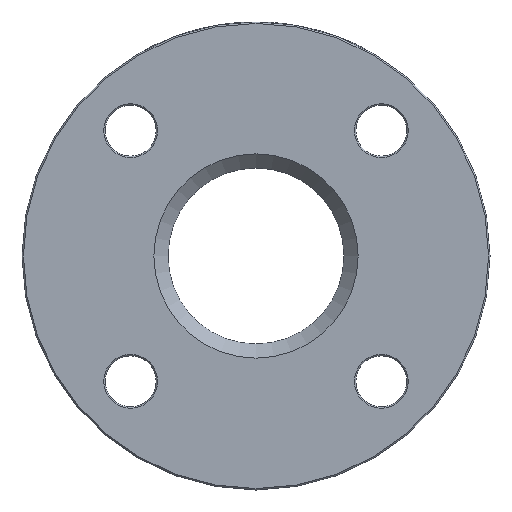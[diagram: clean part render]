
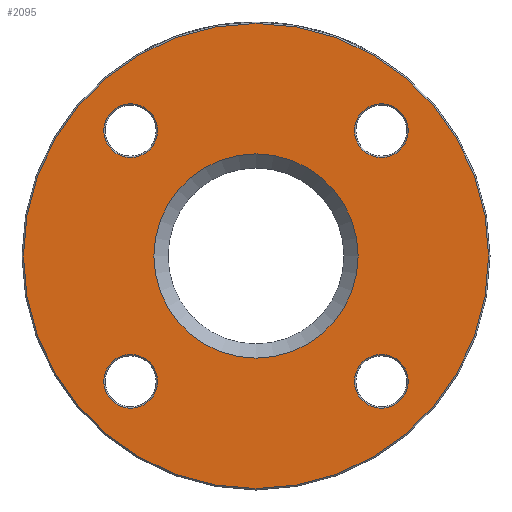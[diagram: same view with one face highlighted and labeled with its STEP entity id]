
A CAD part, left-side view. The second image highlights one B-rep face of the part: STEP entity #2095.
In plain terms, the highlighted planar face has unit normal (-1, 0, 0).
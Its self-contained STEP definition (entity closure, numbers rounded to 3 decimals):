
#46 = CARTESIAN_POINT ( 'NONE',  ( 0., 44.194, -44.194 ) ) ;
#67 = DIRECTION ( 'NONE',  ( 0., 0., -1. ) ) ;
#96 = VERTEX_POINT ( 'NONE', #3403 ) ;
#157 = VERTEX_POINT ( 'NONE', #4895 ) ;
#186 = DIRECTION ( 'NONE',  ( 1., 0., 0. ) ) ;
#242 = CIRCLE ( 'NONE', #3735, 9.5 ) ;
#351 = CIRCLE ( 'NONE', #1348, 9.5 ) ;
#531 = CARTESIAN_POINT ( 'NONE',  ( 0., -44.194, -53.694 ) ) ;
#638 = CIRCLE ( 'NONE', #2347, 9.5 ) ;
#674 = ORIENTED_EDGE ( 'NONE', *, *, #1563, .T. ) ;
#981 = CARTESIAN_POINT ( 'NONE',  ( 0., -44.194, 44.194 ) ) ;
#1028 = EDGE_CURVE ( 'NONE', #4836, #4836, #242, .T. ) ;
#1060 = DIRECTION ( 'NONE',  ( 1., 0., 0. ) ) ;
#1061 = VERTEX_POINT ( 'NONE', #5399 ) ;
#1094 = DIRECTION ( 'NONE',  ( 1., 0., 0. ) ) ;
#1120 = FACE_BOUND ( 'NONE', #2309, .T. ) ;
#1253 = DIRECTION ( 'NONE',  ( 0., 0., -1. ) ) ;
#1348 = AXIS2_PLACEMENT_3D ( 'NONE', #3868, #1060, #67 ) ;
#1383 = DIRECTION ( 'NONE',  ( 0., 0., -1. ) ) ;
#1456 = CIRCLE ( 'NONE', #5222, 82. ) ;
#1460 = DIRECTION ( 'NONE',  ( 0., 0., -1. ) ) ;
#1563 = EDGE_CURVE ( 'NONE', #157, #157, #638, .T. ) ;
#1728 = FACE_BOUND ( 'NONE', #3838, .T. ) ;
#1870 = DIRECTION ( 'NONE',  ( -1., 0., 0. ) ) ;
#2008 = DIRECTION ( 'NONE',  ( 0., 0., -1. ) ) ;
#2013 = EDGE_CURVE ( 'NONE', #2061, #2061, #351, .T. ) ;
#2023 = ORIENTED_EDGE ( 'NONE', *, *, #1028, .T. ) ;
#2061 = VERTEX_POINT ( 'NONE', #3464 ) ;
#2095 = ADVANCED_FACE ( 'NONE', ( #5028, #2568, #5867, #1728, #1120, #2533 ), #5527, .F. ) ;
#2309 = EDGE_LOOP ( 'NONE', ( #674 ) ) ;
#2347 = AXIS2_PLACEMENT_3D ( 'NONE', #46, #1094, #5754 ) ;
#2444 = CARTESIAN_POINT ( 'NONE',  ( 0., 0., -36. ) ) ;
#2533 = FACE_BOUND ( 'NONE', #5316, .T. ) ;
#2568 = FACE_OUTER_BOUND ( 'NONE', #3416, .T. ) ;
#2575 = CARTESIAN_POINT ( 'NONE',  ( 0., 0., 0. ) ) ;
#3234 = ORIENTED_EDGE ( 'NONE', *, *, #2013, .T. ) ;
#3288 = DIRECTION ( 'NONE',  ( 1., 0., 0. ) ) ;
#3403 = CARTESIAN_POINT ( 'NONE',  ( 0., -44.194, 34.694 ) ) ;
#3416 = EDGE_LOOP ( 'NONE', ( #3606 ) ) ;
#3440 = CIRCLE ( 'NONE', #5546, 9.5 ) ;
#3464 = CARTESIAN_POINT ( 'NONE',  ( 0., 44.194, 34.694 ) ) ;
#3500 = DIRECTION ( 'NONE',  ( 1., 0., 0. ) ) ;
#3606 = ORIENTED_EDGE ( 'NONE', *, *, #3847, .T. ) ;
#3735 = AXIS2_PLACEMENT_3D ( 'NONE', #5481, #3288, #1383 ) ;
#3820 = DIRECTION ( 'NONE',  ( 1., 0., 0. ) ) ;
#3838 = EDGE_LOOP ( 'NONE', ( #2023 ) ) ;
#3847 = EDGE_CURVE ( 'NONE', #1061, #1061, #1456, .T. ) ;
#3868 = CARTESIAN_POINT ( 'NONE',  ( 0., 44.194, 44.194 ) ) ;
#3954 = EDGE_CURVE ( 'NONE', #96, #96, #3440, .T. ) ;
#3984 = ORIENTED_EDGE ( 'NONE', *, *, #3954, .T. ) ;
#4350 = VERTEX_POINT ( 'NONE', #2444 ) ;
#4641 = AXIS2_PLACEMENT_3D ( 'NONE', #4961, #186, #1253 ) ;
#4705 = CARTESIAN_POINT ( 'NONE',  ( 0., 0., 0. ) ) ;
#4732 = EDGE_LOOP ( 'NONE', ( #5627 ) ) ;
#4836 = VERTEX_POINT ( 'NONE', #531 ) ;
#4895 = CARTESIAN_POINT ( 'NONE',  ( 0., 44.194, -53.694 ) ) ;
#4920 = EDGE_LOOP ( 'NONE', ( #3984 ) ) ;
#4961 = CARTESIAN_POINT ( 'NONE',  ( 0., 31., 0. ) ) ;
#5028 = FACE_BOUND ( 'NONE', #4732, .T. ) ;
#5184 = CIRCLE ( 'NONE', #5878, 36. ) ;
#5222 = AXIS2_PLACEMENT_3D ( 'NONE', #4705, #1870, #1460 ) ;
#5316 = EDGE_LOOP ( 'NONE', ( #3234 ) ) ;
#5399 = CARTESIAN_POINT ( 'NONE',  ( 0., 0., -82. ) ) ;
#5481 = CARTESIAN_POINT ( 'NONE',  ( 0., -44.194, -44.194 ) ) ;
#5527 = PLANE ( 'NONE',  #4641 ) ;
#5546 = AXIS2_PLACEMENT_3D ( 'NONE', #981, #3820, #6136 ) ;
#5627 = ORIENTED_EDGE ( 'NONE', *, *, #6020, .T. ) ;
#5754 = DIRECTION ( 'NONE',  ( 0., 0., -1. ) ) ;
#5867 = FACE_BOUND ( 'NONE', #4920, .T. ) ;
#5878 = AXIS2_PLACEMENT_3D ( 'NONE', #2575, #3500, #2008 ) ;
#6020 = EDGE_CURVE ( 'NONE', #4350, #4350, #5184, .T. ) ;
#6136 = DIRECTION ( 'NONE',  ( 0., 0., -1. ) ) ;
